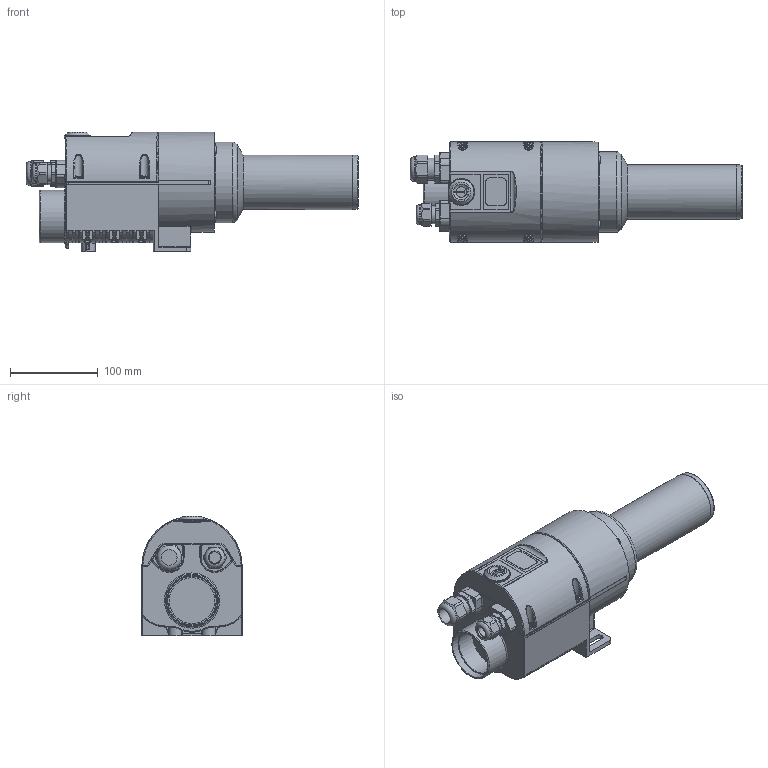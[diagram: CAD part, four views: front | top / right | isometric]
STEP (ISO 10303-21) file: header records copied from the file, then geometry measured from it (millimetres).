
FILE_DESCRIPTION( ( 'Unknown' ), '1' );
FILE_NAME( 'LHS System 61S.stp', 'Unknown', ( 'Unknown' ), ( 'Unknown' ), 'PSStep 10.0', 'Unknown', ' ' );
FILE_SCHEMA( ( 'AUTOMOTIVE_DESIGN { 1 0 10303 214 1 1 1 1 }' ) );
Length unit declared in the file: millimetre
Products named in the file (1): LHS61SSYSTEM_SW0002
Bounding box: 378.4 x 114.6 x 136 mm (x, y, z)
Volume: 2614302.1 mm3; surface area: 204806 mm2
Topology: 1 solids, 1 shells, 1495 faces, 3940 edges, 2439 vertices
Faces by surface type: cylinder 599, plane 593, torus 197, bspline 87, cone 15, sphere 4
Full cylindrical faces by diameter (mm): 8 x8, 13 x1, 13.5 x2, 16 x2, 18 x1, 20.6 x1, 23 x1, 25 x1, 28 x1, 52 x1, 60 x1, 62 x1, 92 x1, 114 x1
Entity records: 75784 total; most frequent: CARTESIAN_POINT 28150, ORIENTED_EDGE 7602, DIRECTION 7315, EDGE_CURVE 3801, AXIS2_PLACEMENT_3D 2796, VERTEX_POINT 2402, LINE 1723, VECTOR 1723
